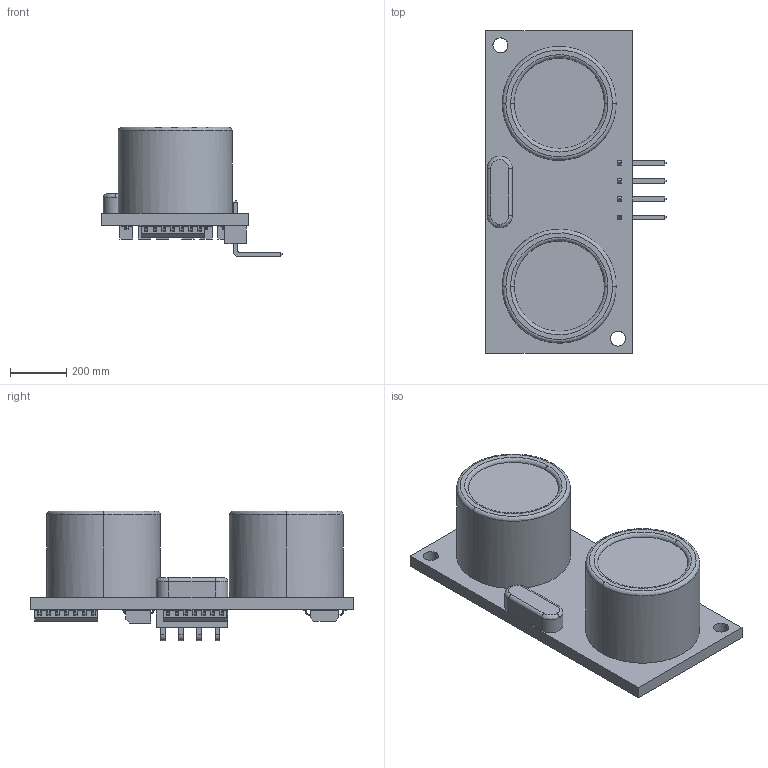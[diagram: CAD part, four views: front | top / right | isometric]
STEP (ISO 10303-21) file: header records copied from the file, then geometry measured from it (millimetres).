
FILE_DESCRIPTION(/* description */ (''),/* implementation_level */ '2;1');
FILE_NAME(/* name */ 'hcSTP',/* time_stamp */ '2012-07-10T06:51:15+02:00',/* author */ (''),/* organization */ (''),/* preprocessor_version */ 'ST-DEVELOPER v10',/* originating_system */ '',/* authorisation */ '');
FILE_SCHEMA (('AUTOMOTIVE_DESIGN'));
Length unit declared in the file: inch
Products named in the file (7): 1; 2; 3; 4; 5; 6; 7
Assembly tree (14 placements, depth 2):
  1
    2
    3  x6
    4  x3
    5
    6  x2
    7
Bounding box: 639.57 x 1143 x 458.94 mm (x, y, z)
Volume: 108481831.9 mm3; surface area: 3232013.5 mm2
Topology: 14 solids, 14 shells, 908 faces, 2408 edges, 1592 vertices
Faces by surface type: plane 654, bspline 254
Entity records: 11019 total; most frequent: CARTESIAN_POINT 4639, ORIENTED_EDGE 1796, EDGE_CURVE 898, B_SPLINE_CURVE_WITH_KNOTS 898, VERTEX_POINT 586, EDGE_LOOP 378, ADVANCED_FACE 349, FACE_OUTER_BOUND 349
